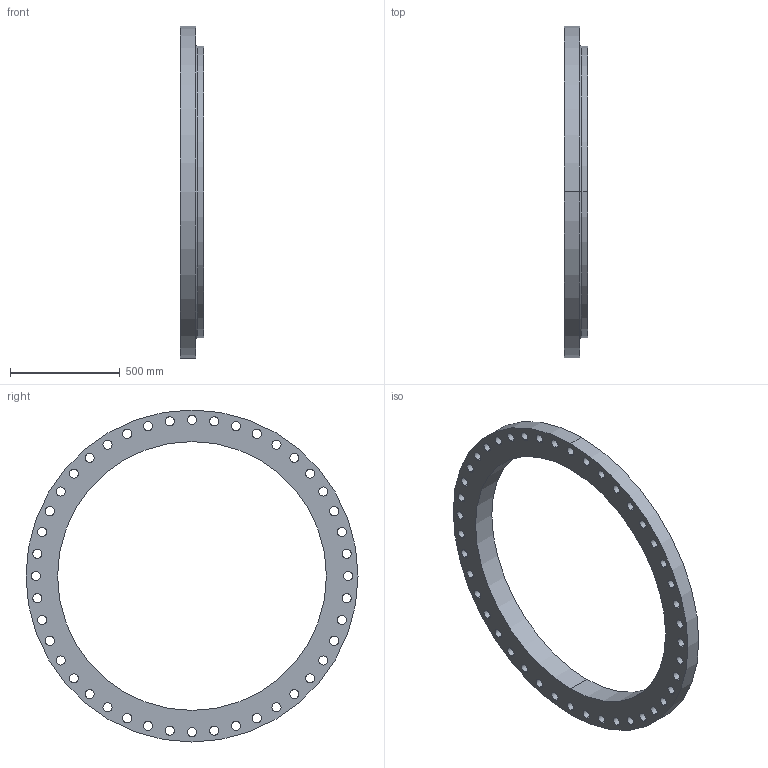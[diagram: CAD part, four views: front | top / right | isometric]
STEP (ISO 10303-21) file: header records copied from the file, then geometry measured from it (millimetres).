
FILE_DESCRIPTION (( 'STEP AP203' ), '1' );
FILE_NAME ('48_CLE_C207_FF_SOF.STEP', '2024-01-12T03:58:00', ( '' ), ( '' ), 'SwSTEP 2.0', 'SolidWorks 2023', '' );
FILE_SCHEMA (( 'CONFIG_CONTROL_DESIGN' ));
Length unit declared in the file: inch
Products named in the file (1): 48_CLE_C207_FF_SOF
Bounding box: 104.78 x 1511.3 x 1511.3 mm (x, y, z)
Volume: 46306822.8 mm3; surface area: 2378466.8 mm2
Topology: 1 solids, 1 shells, 99 faces, 286 edges, 190 vertices
Faces by surface type: cylinder 94, plane 3, torus 2
Entity records: 3635 total; most frequent: DIRECTION 678, CARTESIAN_POINT 576, ORIENTED_EDGE 572, AXIS2_PLACEMENT_3D 292, EDGE_CURVE 286, CIRCLE 192, VERTEX_POINT 190, EDGE_LOOP 190
